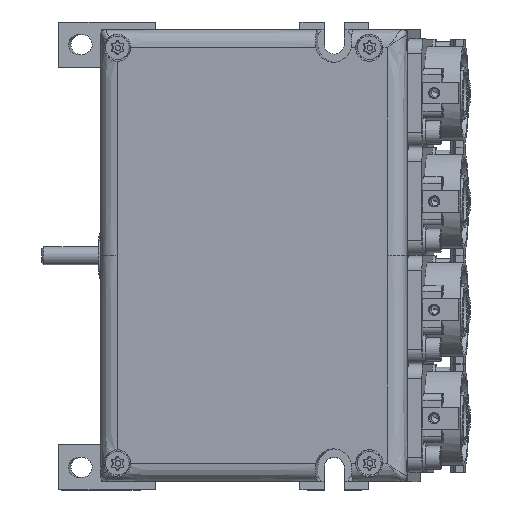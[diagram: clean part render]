
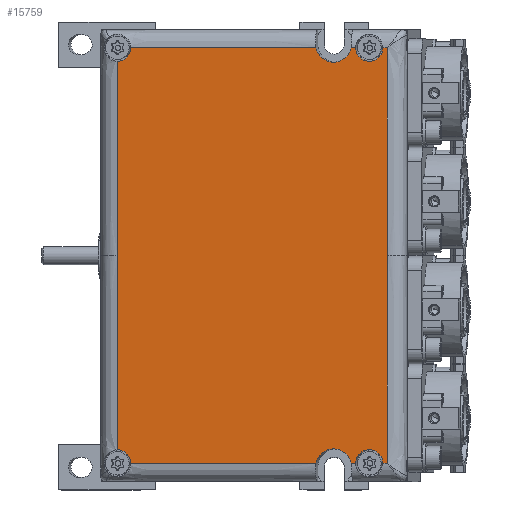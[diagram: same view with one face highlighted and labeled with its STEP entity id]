
A CAD part, top view. The second image highlights one B-rep face of the part: STEP entity #15759.
In plain terms, the highlighted planar face has unit normal (-0.087, 0, 0.996).
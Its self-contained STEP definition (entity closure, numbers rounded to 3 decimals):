
#14561=AXIS2_PLACEMENT_3D('Circle Axis2P3D',#14559,#14560,$) ;
#14862=AXIS2_PLACEMENT_3D('Circle Axis2P3D',#14860,#14861,$) ;
#15589=AXIS2_PLACEMENT_3D('Circle Axis2P3D',#15587,#15588,$) ;
#15627=AXIS2_PLACEMENT_3D('Plane Axis2P3D',#15624,#15625,#15626) ;
#15640=AXIS2_PLACEMENT_3D('Circle Axis2P3D',#15638,#15639,$) ;
#15647=AXIS2_PLACEMENT_3D('Circle Axis2P3D',#15645,#15646,$) ;
#15682=AXIS2_PLACEMENT_3D('Circle Axis2P3D',#15680,#15681,$) ;
#15689=AXIS2_PLACEMENT_3D('Circle Axis2P3D',#15687,#15688,$) ;
#15708=AXIS2_PLACEMENT_3D('Circle Axis2P3D',#15706,#15707,$) ;
#15729=AXIS2_PLACEMENT_3D('Circle Axis2P3D',#15727,#15728,$) ;
#15734=AXIS2_PLACEMENT_3D('Circle Axis2P3D',#15732,#15733,$) ;
#14556=CARTESIAN_POINT('Vertex',(151.857,244.5,158.109)) ;
#14559=CARTESIAN_POINT('Axis2P3D Location',(161.617,246.5,158.963)) ;
#14563=CARTESIAN_POINT('Vertex',(161.617,236.5,158.963)) ;
#14857=CARTESIAN_POINT('Vertex',(161.617,22.5,158.963)) ;
#14860=CARTESIAN_POINT('Axis2P3D Location',(161.617,12.5,158.963)) ;
#14864=CARTESIAN_POINT('Vertex',(151.857,14.5,158.109)) ;
#15512=CARTESIAN_POINT('Control Point',(151.857,14.5,158.109)) ;
#15513=CARTESIAN_POINT('Control Point',(131.366,14.5,156.316)) ;
#15514=CARTESIAN_POINT('Control Point',(110.876,14.5,154.523)) ;
#15515=CARTESIAN_POINT('Control Point',(90.386,14.5,152.731)) ;
#15516=CARTESIAN_POINT('Control Point',(69.896,14.5,150.938)) ;
#15517=CARTESIAN_POINT('Control Point',(49.406,14.5,149.145)) ;
#15518=CARTESIAN_POINT('Vertex',(49.406,14.5,149.145)) ;
#15587=CARTESIAN_POINT('Axis2P3D Location',(161.617,246.5,158.963)) ;
#15591=CARTESIAN_POINT('Vertex',(171.378,244.5,159.817)) ;
#15624=CARTESIAN_POINT('Axis2P3D Location',(31.972,129.5,147.62)) ;
#15629=CARTESIAN_POINT('Line Origine',(172.654,14.5,159.928)) ;
#15633=CARTESIAN_POINT('Vertex',(171.378,14.5,159.817)) ;
#15635=CARTESIAN_POINT('Vertex',(173.93,14.5,160.04)) ;
#15638=CARTESIAN_POINT('Axis2P3D Location',(181.401,14.5,160.694)) ;
#15642=CARTESIAN_POINT('Vertex',(174.845,18.096,160.12)) ;
#15645=CARTESIAN_POINT('Axis2P3D Location',(181.401,14.5,160.694)) ;
#15649=CARTESIAN_POINT('Vertex',(188.873,14.5,161.347)) ;
#15652=CARTESIAN_POINT('Line Origine',(190.118,14.5,161.456)) ;
#15656=CARTESIAN_POINT('Vertex',(191.363,14.5,161.565)) ;
#15659=CARTESIAN_POINT('Line Origine',(191.363,72.,161.565)) ;
#15663=CARTESIAN_POINT('Vertex',(191.363,129.5,161.565)) ;
#15666=CARTESIAN_POINT('Line Origine',(191.363,187.,161.565)) ;
#15670=CARTESIAN_POINT('Vertex',(191.363,244.5,161.565)) ;
#15673=CARTESIAN_POINT('Line Origine',(190.118,244.5,161.456)) ;
#15677=CARTESIAN_POINT('Vertex',(188.873,244.5,161.347)) ;
#15680=CARTESIAN_POINT('Axis2P3D Location',(181.401,244.5,160.694)) ;
#15684=CARTESIAN_POINT('Vertex',(174.845,240.904,160.12)) ;
#15687=CARTESIAN_POINT('Axis2P3D Location',(181.401,244.5,160.694)) ;
#15691=CARTESIAN_POINT('Vertex',(173.93,244.5,160.04)) ;
#15694=CARTESIAN_POINT('Line Origine',(172.654,244.5,159.928)) ;
#15699=CARTESIAN_POINT('Line Origine',(100.631,244.5,153.627)) ;
#15703=CARTESIAN_POINT('Vertex',(49.406,244.5,149.145)) ;
#15706=CARTESIAN_POINT('Axis2P3D Location',(41.934,244.5,148.492)) ;
#15710=CARTESIAN_POINT('Vertex',(41.934,237.,148.492)) ;
#15713=CARTESIAN_POINT('Line Origine',(41.934,183.25,148.492)) ;
#15717=CARTESIAN_POINT('Vertex',(41.934,129.5,148.492)) ;
#15720=CARTESIAN_POINT('Line Origine',(41.934,75.75,148.492)) ;
#15724=CARTESIAN_POINT('Vertex',(41.934,22.,148.492)) ;
#15727=CARTESIAN_POINT('Axis2P3D Location',(41.934,14.5,148.492)) ;
#15732=CARTESIAN_POINT('Axis2P3D Location',(161.617,12.5,158.963)) ;
#14560=DIRECTION('Axis2P3D Direction',(0.087,0.,-0.996)) ;
#14861=DIRECTION('Axis2P3D Direction',(-0.087,0.,0.996)) ;
#15588=DIRECTION('Axis2P3D Direction',(0.087,0.,-0.996)) ;
#15625=DIRECTION('Axis2P3D Direction',(-0.087,0.,0.996)) ;
#15626=DIRECTION('Axis2P3D XDirection',(-0.996,0.,-0.087)) ;
#15630=DIRECTION('Vector Direction',(-0.996,0.,-0.087)) ;
#15639=DIRECTION('Axis2P3D Direction',(-0.087,0.,0.996)) ;
#15646=DIRECTION('Axis2P3D Direction',(-0.087,0.,0.996)) ;
#15653=DIRECTION('Vector Direction',(-0.996,0.,-0.087)) ;
#15660=DIRECTION('Vector Direction',(0.,1.,0.)) ;
#15667=DIRECTION('Vector Direction',(0.,1.,0.)) ;
#15674=DIRECTION('Vector Direction',(-0.996,0.,-0.087)) ;
#15681=DIRECTION('Axis2P3D Direction',(-0.087,0.,0.996)) ;
#15688=DIRECTION('Axis2P3D Direction',(-0.087,0.,0.996)) ;
#15695=DIRECTION('Vector Direction',(-0.996,0.,-0.087)) ;
#15700=DIRECTION('Vector Direction',(-0.996,0.,-0.087)) ;
#15707=DIRECTION('Axis2P3D Direction',(-0.087,0.,0.996)) ;
#15714=DIRECTION('Vector Direction',(0.,-1.,0.)) ;
#15721=DIRECTION('Vector Direction',(0.,-1.,0.)) ;
#15728=DIRECTION('Axis2P3D Direction',(-0.087,0.,0.996)) ;
#15733=DIRECTION('Axis2P3D Direction',(-0.087,0.,0.996)) ;
#15631=VECTOR('Line Direction',#15630,1.) ;
#15654=VECTOR('Line Direction',#15653,1.) ;
#15661=VECTOR('Line Direction',#15660,1.) ;
#15668=VECTOR('Line Direction',#15667,1.) ;
#15675=VECTOR('Line Direction',#15674,1.) ;
#15696=VECTOR('Line Direction',#15695,1.) ;
#15701=VECTOR('Line Direction',#15700,1.) ;
#15715=VECTOR('Line Direction',#15714,1.) ;
#15722=VECTOR('Line Direction',#15721,1.) ;
#15738=ORIENTED_EDGE('',*,*,#15637,.T.) ;
#15739=ORIENTED_EDGE('',*,*,#15644,.F.) ;
#15740=ORIENTED_EDGE('',*,*,#15651,.F.) ;
#15741=ORIENTED_EDGE('',*,*,#15658,.T.) ;
#15742=ORIENTED_EDGE('',*,*,#15665,.T.) ;
#15743=ORIENTED_EDGE('',*,*,#15672,.F.) ;
#15744=ORIENTED_EDGE('',*,*,#15679,.F.) ;
#15745=ORIENTED_EDGE('',*,*,#15686,.T.) ;
#15746=ORIENTED_EDGE('',*,*,#15693,.T.) ;
#15747=ORIENTED_EDGE('',*,*,#15698,.F.) ;
#15748=ORIENTED_EDGE('',*,*,#15593,.T.) ;
#15749=ORIENTED_EDGE('',*,*,#14565,.T.) ;
#15750=ORIENTED_EDGE('',*,*,#15705,.F.) ;
#15751=ORIENTED_EDGE('',*,*,#15712,.T.) ;
#15752=ORIENTED_EDGE('',*,*,#15719,.F.) ;
#15753=ORIENTED_EDGE('',*,*,#15726,.T.) ;
#15754=ORIENTED_EDGE('',*,*,#15731,.F.) ;
#15755=ORIENTED_EDGE('',*,*,#15520,.T.) ;
#15756=ORIENTED_EDGE('',*,*,#14866,.F.) ;
#15757=ORIENTED_EDGE('',*,*,#15736,.F.) ;
#15759=ADVANCED_FACE('HDC HP550 KIT 2M16.1\\HDC_HP_GHDE_ICX_3P.1\\Deckel',(#15758),#15628,.T.) ;
#14562=CIRCLE('generated circle',#14561,10.) ;
#14863=CIRCLE('generated circle',#14862,10.) ;
#15590=CIRCLE('generated circle',#15589,10.) ;
#15641=CIRCLE('generated circle',#15640,7.5) ;
#15648=CIRCLE('generated circle',#15647,7.5) ;
#15683=CIRCLE('generated circle',#15682,7.5) ;
#15690=CIRCLE('generated circle',#15689,7.5) ;
#15709=CIRCLE('generated circle',#15708,7.5) ;
#15730=CIRCLE('generated circle',#15729,7.5) ;
#15735=CIRCLE('generated circle',#15734,10.) ;
#14565=EDGE_CURVE('',#14564,#14557,#14562,.T.) ;
#14866=EDGE_CURVE('',#14858,#14865,#14863,.T.) ;
#15520=EDGE_CURVE('',#15519,#14865,#15511,.F.) ;
#15593=EDGE_CURVE('',#15592,#14564,#15590,.T.) ;
#15637=EDGE_CURVE('',#15634,#15636,#15632,.F.) ;
#15644=EDGE_CURVE('',#15643,#15636,#15641,.T.) ;
#15651=EDGE_CURVE('',#15650,#15643,#15648,.T.) ;
#15658=EDGE_CURVE('',#15650,#15657,#15655,.F.) ;
#15665=EDGE_CURVE('',#15657,#15664,#15662,.T.) ;
#15672=EDGE_CURVE('',#15671,#15664,#15669,.F.) ;
#15679=EDGE_CURVE('',#15678,#15671,#15676,.F.) ;
#15686=EDGE_CURVE('',#15678,#15685,#15683,.F.) ;
#15693=EDGE_CURVE('',#15685,#15692,#15690,.F.) ;
#15698=EDGE_CURVE('',#15592,#15692,#15697,.F.) ;
#15705=EDGE_CURVE('',#15704,#14557,#15702,.F.) ;
#15712=EDGE_CURVE('',#15704,#15711,#15709,.F.) ;
#15719=EDGE_CURVE('',#15718,#15711,#15716,.F.) ;
#15726=EDGE_CURVE('',#15718,#15725,#15723,.T.) ;
#15731=EDGE_CURVE('',#15519,#15725,#15730,.T.) ;
#15736=EDGE_CURVE('',#15634,#14858,#15735,.T.) ;
#15737=EDGE_LOOP('',(#15738,#15739,#15740,#15741,#15742,#15743,#15744,#15745,#15746,#15747,#15748,#15749,#15750,#15751,#15752,#15753,#15754,#15755,#15756,#15757)) ;
#15758=FACE_OUTER_BOUND('',#15737,.T.) ;
#15632=LINE('Line',#15629,#15631) ;
#15655=LINE('Line',#15652,#15654) ;
#15662=LINE('Line',#15659,#15661) ;
#15669=LINE('Line',#15666,#15668) ;
#15676=LINE('Line',#15673,#15675) ;
#15697=LINE('Line',#15694,#15696) ;
#15702=LINE('Line',#15699,#15701) ;
#15716=LINE('Line',#15713,#15715) ;
#15723=LINE('Line',#15720,#15722) ;
#15628=PLANE('',#15627) ;
#14557=VERTEX_POINT('',#14556) ;
#14564=VERTEX_POINT('',#14563) ;
#14858=VERTEX_POINT('',#14857) ;
#14865=VERTEX_POINT('',#14864) ;
#15519=VERTEX_POINT('',#15518) ;
#15592=VERTEX_POINT('',#15591) ;
#15634=VERTEX_POINT('',#15633) ;
#15636=VERTEX_POINT('',#15635) ;
#15643=VERTEX_POINT('',#15642) ;
#15650=VERTEX_POINT('',#15649) ;
#15657=VERTEX_POINT('',#15656) ;
#15664=VERTEX_POINT('',#15663) ;
#15671=VERTEX_POINT('',#15670) ;
#15678=VERTEX_POINT('',#15677) ;
#15685=VERTEX_POINT('',#15684) ;
#15692=VERTEX_POINT('',#15691) ;
#15704=VERTEX_POINT('',#15703) ;
#15711=VERTEX_POINT('',#15710) ;
#15718=VERTEX_POINT('',#15717) ;
#15725=VERTEX_POINT('',#15724) ;
#15511=(BOUNDED_CURVE()B_SPLINE_CURVE(5,(#15512,#15513,#15514,#15515,#15516,#15517),.UNSPECIFIED.,.F.,.U.)B_SPLINE_CURVE_WITH_KNOTS((6,6),(118.455,263.896),.UNSPECIFIED.)CURVE()GEOMETRIC_REPRESENTATION_ITEM()RATIONAL_B_SPLINE_CURVE((1.,1.,1.,1.,1.,1.))REPRESENTATION_ITEM('')) ;
